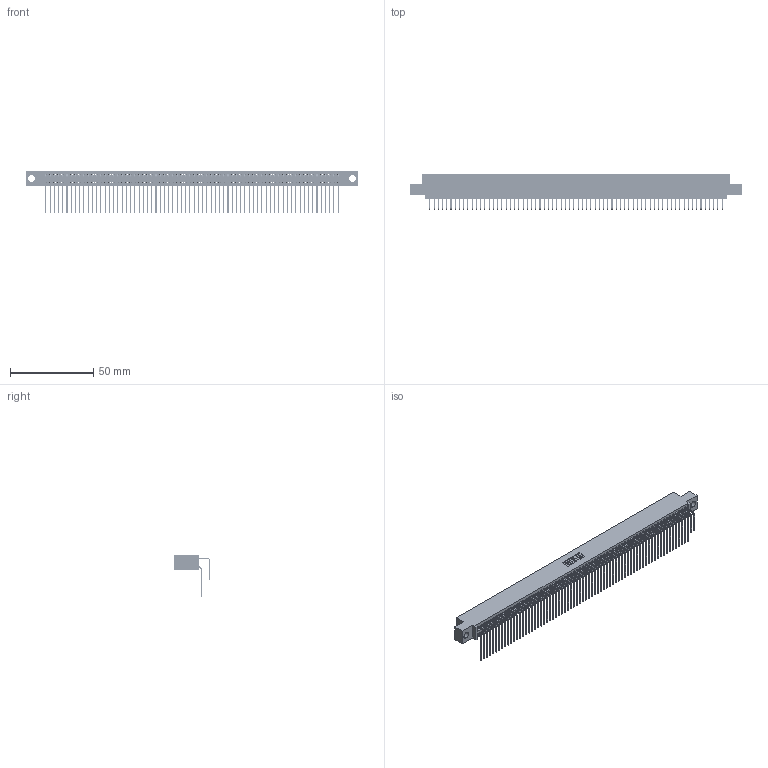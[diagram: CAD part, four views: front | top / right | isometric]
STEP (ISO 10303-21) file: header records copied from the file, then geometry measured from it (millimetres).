
FILE_DESCRIPTION (( 'STEP AP203' ), '1' );
FILE_NAME ('345-140-558-504.STEP', '2018-10-21T01:51:19', ( '' ), ( '' ), 'SwSTEP 2.0', 'SolidWorks 2016', '' );
FILE_SCHEMA (( 'CONFIG_CONTROL_DESIGN' ));
Length unit declared in the file: inch
Products named in the file (4): 345-292-001_558 Tail - 2; 345 Part_0.110 Offset - 0.156 Dia-TH; 345-292-001_558 559 Tail - 1; 345-140-558-504
Assembly tree (141 placements, depth 2):
  345-140-558-504
    345 Part_0.110 Offset - 0.156 Dia-TH
    345-292-001_558 559 Tail - 1  x70
    345-292-001_558 Tail - 2  x70
Bounding box: 199.01 x 21.83 x 25.53 mm (x, y, z)
Volume: 20238.2 mm3; surface area: 34163.5 mm2
Topology: 141 solids, 141 shells, 7410 faces, 22053 edges, 14514 vertices
Faces by surface type: plane 4984, cylinder 2426
Entity records: 52941 total; most frequent: CARTESIAN_POINT 8895, ORIENTED_EDGE 8778, DIRECTION 7781, EDGE_CURVE 4389, LINE 3937, VECTOR 3937, VERTEX_POINT 2922, AXIS2_PLACEMENT_3D 1922
